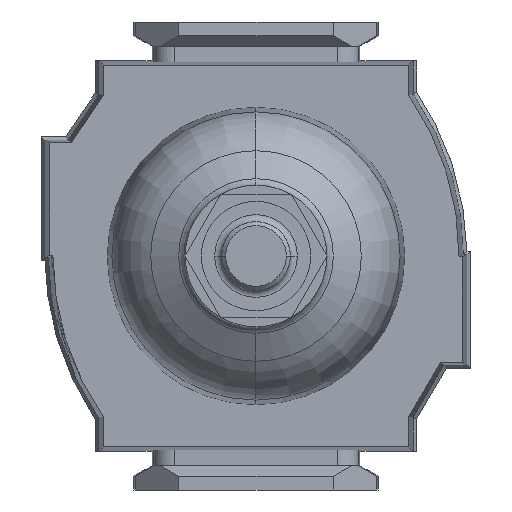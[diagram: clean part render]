
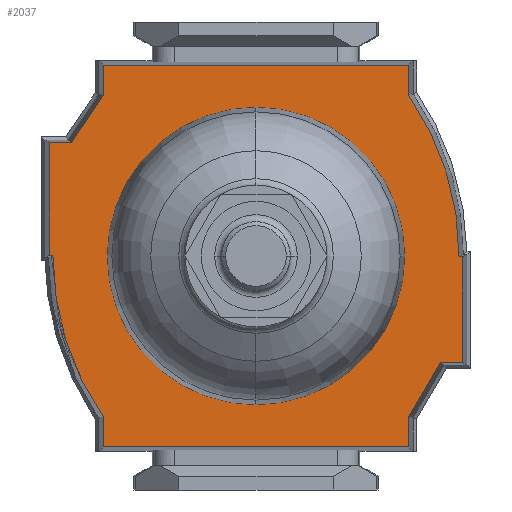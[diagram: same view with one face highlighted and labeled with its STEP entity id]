
A CAD part, front view. The second image highlights one B-rep face of the part: STEP entity #2037.
In plain terms, the highlighted planar face has unit normal (0, -1, 0).
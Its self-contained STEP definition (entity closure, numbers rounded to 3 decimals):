
#82 = CIRCLE ( 'NONE', #1014, 41.1 ) ;
#90 = VECTOR ( 'NONE', #5606, 1000. ) ;
#141 = CARTESIAN_POINT ( 'NONE',  ( 27.75, -38.5, 22.2 ) ) ;
#145 = DIRECTION ( 'NONE',  ( 0., 0., 1. ) ) ;
#286 = VERTEX_POINT ( 'NONE', #6201 ) ;
#453 = ORIENTED_EDGE ( 'NONE', *, *, #2352, .F. ) ;
#466 = CARTESIAN_POINT ( 'NONE',  ( -23.383, -38.5, 22.2 ) ) ;
#476 = CARTESIAN_POINT ( 'NONE',  ( 27.75, -38.5, -22.2 ) ) ;
#507 = EDGE_CURVE ( 'NONE', #3176, #7409, #7258, .T. ) ;
#511 = VECTOR ( 'NONE', #1642, 1000. ) ;
#618 = DIRECTION ( 'NONE',  ( -1., 0., 0. ) ) ;
#680 = DIRECTION ( 'NONE',  ( -0.863, 0., 0.506 ) ) ;
#686 = CARTESIAN_POINT ( 'NONE',  ( 0.1, -38.5, 30. ) ) ;
#739 = CARTESIAN_POINT ( 'NONE',  ( -15.5, -38.5, -30. ) ) ;
#783 = LINE ( 'NONE', #739, #90 ) ;
#895 = VECTOR ( 'NONE', #5927, 1000. ) ;
#923 = VERTEX_POINT ( 'NONE', #7078 ) ;
#950 = ORIENTED_EDGE ( 'NONE', *, *, #1108, .F. ) ;
#1014 = AXIS2_PLACEMENT_3D ( 'NONE', #4947, #1286, #6157 ) ;
#1030 = DIRECTION ( 'NONE',  ( 0., 1., 0. ) ) ;
#1092 = DIRECTION ( 'NONE',  ( 0., 0., 1. ) ) ;
#1108 = EDGE_CURVE ( 'NONE', #4010, #6892, #783, .T. ) ;
#1222 = CARTESIAN_POINT ( 'NONE',  ( 0.1, -38.5, 29.5 ) ) ;
#1286 = DIRECTION ( 'NONE',  ( 0., 1., 0. ) ) ;
#1316 = VERTEX_POINT ( 'NONE', #3608 ) ;
#1455 = ORIENTED_EDGE ( 'NONE', *, *, #6974, .F. ) ;
#1490 = PLANE ( 'NONE',  #1905 ) ;
#1629 = VERTEX_POINT ( 'NONE', #2577 ) ;
#1642 = DIRECTION ( 'NONE',  ( -1., 0., 0. ) ) ;
#1767 = VERTEX_POINT ( 'NONE', #7287 ) ;
#1782 = CARTESIAN_POINT ( 'NONE',  ( -27.75, -38.5, -22.2 ) ) ;
#1826 = LINE ( 'NONE', #5451, #7895 ) ;
#1827 = CARTESIAN_POINT ( 'NONE',  ( 16.5, -38.5, 26.8 ) ) ;
#1828 = VERTEX_POINT ( 'NONE', #5979 ) ;
#1839 = EDGE_CURVE ( 'NONE', #6892, #3176, #1826, .T. ) ;
#1891 = EDGE_CURVE ( 'NONE', #7409, #1767, #7243, .T. ) ;
#1905 = AXIS2_PLACEMENT_3D ( 'NONE', #5330, #2429, #5445 ) ;
#2037 = ADVANCED_FACE ( 'NONE', ( #5897 ), #1490, .T. ) ;
#2102 = CIRCLE ( 'NONE', #7812, 41.1 ) ;
#2242 = DIRECTION ( 'NONE',  ( 0., 0., 1. ) ) ;
#2271 = ORIENTED_EDGE ( 'NONE', *, *, #5449, .F. ) ;
#2329 = CARTESIAN_POINT ( 'NONE',  ( 16.5, -38.5, 26.8 ) ) ;
#2352 = EDGE_CURVE ( 'NONE', #3154, #3317, #7901, .T. ) ;
#2429 = DIRECTION ( 'NONE',  ( 0., -1., 0. ) ) ;
#2449 = VECTOR ( 'NONE', #618, 1000. ) ;
#2481 = DIRECTION ( 'NONE',  ( 0., 0., -1. ) ) ;
#2493 = CARTESIAN_POINT ( 'NONE',  ( -23.35, -38.5, -22.2 ) ) ;
#2505 = CARTESIAN_POINT ( 'NONE',  ( -15.5, -38.5, -26.8 ) ) ;
#2526 = DIRECTION ( 'NONE',  ( 1., 0., 0. ) ) ;
#2577 = CARTESIAN_POINT ( 'NONE',  ( -27.75, -38.5, 22.2 ) ) ;
#2981 = VECTOR ( 'NONE', #3073, 1000. ) ;
#2988 = ORIENTED_EDGE ( 'NONE', *, *, #6421, .F. ) ;
#2995 = CARTESIAN_POINT ( 'NONE',  ( -0.1, -38.5, -30. ) ) ;
#3014 = CARTESIAN_POINT ( 'NONE',  ( 16.5, -38.5, 30. ) ) ;
#3073 = DIRECTION ( 'NONE',  ( 0., 0., -1. ) ) ;
#3109 = ORIENTED_EDGE ( 'NONE', *, *, #7203, .F. ) ;
#3154 = VERTEX_POINT ( 'NONE', #141 ) ;
#3176 = VERTEX_POINT ( 'NONE', #2505 ) ;
#3216 = CARTESIAN_POINT ( 'NONE',  ( 0., -38.5, 11.6 ) ) ;
#3290 = VERTEX_POINT ( 'NONE', #5430 ) ;
#3317 = VERTEX_POINT ( 'NONE', #3639 ) ;
#3383 = LINE ( 'NONE', #5887, #7151 ) ;
#3499 = DIRECTION ( 'NONE',  ( 1., 0., 0. ) ) ;
#3575 = LINE ( 'NONE', #3611, #6743 ) ;
#3606 = EDGE_CURVE ( 'NONE', #1316, #286, #2102, .T. ) ;
#3608 = CARTESIAN_POINT ( 'NONE',  ( -23.383, -38.5, 22.2 ) ) ;
#3611 = CARTESIAN_POINT ( 'NONE',  ( -27.75, -38.5, 22.2 ) ) ;
#3639 = CARTESIAN_POINT ( 'NONE',  ( 27.75, -38.5, -22.2 ) ) ;
#3726 = DIRECTION ( 'NONE',  ( 0., 1., 0. ) ) ;
#3770 = ORIENTED_EDGE ( 'NONE', *, *, #4472, .F. ) ;
#3782 = DIRECTION ( 'NONE',  ( 0., 0., 1. ) ) ;
#3915 = ORIENTED_EDGE ( 'NONE', *, *, #507, .F. ) ;
#4010 = VERTEX_POINT ( 'NONE', #2995 ) ;
#4084 = EDGE_CURVE ( 'NONE', #1828, #923, #4641, .T. ) ;
#4145 = AXIS2_PLACEMENT_3D ( 'NONE', #3216, #3726, #145 ) ;
#4226 = ORIENTED_EDGE ( 'NONE', *, *, #3606, .F. ) ;
#4338 = CARTESIAN_POINT ( 'NONE',  ( 0.1, -38.5, 30. ) ) ;
#4436 = CARTESIAN_POINT ( 'NONE',  ( 16.5, -38.5, 30. ) ) ;
#4461 = ORIENTED_EDGE ( 'NONE', *, *, #5740, .F. ) ;
#4472 = EDGE_CURVE ( 'NONE', #5399, #3290, #7091, .T. ) ;
#4501 = LINE ( 'NONE', #4338, #5122 ) ;
#4538 = ORIENTED_EDGE ( 'NONE', *, *, #4084, .F. ) ;
#4578 = DIRECTION ( 'NONE',  ( 0.83, 0., -0.557 ) ) ;
#4641 = CIRCLE ( 'NONE', #4145, 41.1 ) ;
#4733 = CARTESIAN_POINT ( 'NONE',  ( -23.35, -38.5, -22.2 ) ) ;
#4747 = CARTESIAN_POINT ( 'NONE',  ( 0., -38.5, -11.6 ) ) ;
#4784 = LINE ( 'NONE', #1827, #2981 ) ;
#4830 = LINE ( 'NONE', #3014, #5290 ) ;
#4881 = ORIENTED_EDGE ( 'NONE', *, *, #6466, .F. ) ;
#4910 = ORIENTED_EDGE ( 'NONE', *, *, #1891, .F. ) ;
#4929 = ORIENTED_EDGE ( 'NONE', *, *, #1839, .F. ) ;
#4931 = CARTESIAN_POINT ( 'NONE',  ( -15.5, -38.5, -30. ) ) ;
#4947 = CARTESIAN_POINT ( 'NONE',  ( 0., -38.5, -11.6 ) ) ;
#5007 = CARTESIAN_POINT ( 'NONE',  ( -0.1, -38.5, -30. ) ) ;
#5056 = ORIENTED_EDGE ( 'NONE', *, *, #5586, .F. ) ;
#5122 = VECTOR ( 'NONE', #3782, 1000. ) ;
#5238 = LINE ( 'NONE', #5762, #511 ) ;
#5290 = VECTOR ( 'NONE', #2526, 1000. ) ;
#5330 = CARTESIAN_POINT ( 'NONE',  ( -28.86, -38.5, 31.2 ) ) ;
#5399 = VERTEX_POINT ( 'NONE', #2329 ) ;
#5430 = CARTESIAN_POINT ( 'NONE',  ( 23.35, -38.5, 22.2 ) ) ;
#5445 = DIRECTION ( 'NONE',  ( 0., 0., -1. ) ) ;
#5449 = EDGE_CURVE ( 'NONE', #5819, #5589, #4830, .T. ) ;
#5451 = CARTESIAN_POINT ( 'NONE',  ( -15.5, -38.5, -26.8 ) ) ;
#5501 = EDGE_LOOP ( 'NONE', ( #4910, #3915, #4929, #950, #3109, #4538, #2988, #453, #4881, #3770, #7653, #2271, #1455, #5056, #4226, #6533, #4461 ) ) ;
#5586 = EDGE_CURVE ( 'NONE', #286, #7134, #82, .T. ) ;
#5589 = VERTEX_POINT ( 'NONE', #4436 ) ;
#5606 = DIRECTION ( 'NONE',  ( -1., 0., 0. ) ) ;
#5740 = EDGE_CURVE ( 'NONE', #1767, #1629, #3575, .T. ) ;
#5762 = CARTESIAN_POINT ( 'NONE',  ( 23.383, -38.5, -22.2 ) ) ;
#5819 = VERTEX_POINT ( 'NONE', #686 ) ;
#5830 = CARTESIAN_POINT ( 'NONE',  ( 23.35, -38.5, 22.2 ) ) ;
#5887 = CARTESIAN_POINT ( 'NONE',  ( 27.75, -38.5, 22.2 ) ) ;
#5897 = FACE_OUTER_BOUND ( 'NONE', #5501, .T. ) ;
#5927 = DIRECTION ( 'NONE',  ( 0., 0., -1. ) ) ;
#5979 = CARTESIAN_POINT ( 'NONE',  ( 23.383, -38.5, -22.2 ) ) ;
#5990 = LINE ( 'NONE', #466, #7270 ) ;
#6118 = EDGE_CURVE ( 'NONE', #1629, #1316, #5990, .T. ) ;
#6157 = DIRECTION ( 'NONE',  ( 0., 0., 1. ) ) ;
#6194 = VECTOR ( 'NONE', #680, 1000. ) ;
#6201 = CARTESIAN_POINT ( 'NONE',  ( 0., -38.5, 29.5 ) ) ;
#6421 = EDGE_CURVE ( 'NONE', #3317, #1828, #5238, .T. ) ;
#6466 = EDGE_CURVE ( 'NONE', #3290, #3154, #3383, .T. ) ;
#6533 = ORIENTED_EDGE ( 'NONE', *, *, #6118, .F. ) ;
#6582 = DIRECTION ( 'NONE',  ( 1., 0., 0. ) ) ;
#6602 = LINE ( 'NONE', #5007, #7792 ) ;
#6678 = DIRECTION ( 'NONE',  ( 0., 0., 1. ) ) ;
#6743 = VECTOR ( 'NONE', #1092, 1000. ) ;
#6892 = VERTEX_POINT ( 'NONE', #4931 ) ;
#6957 = VECTOR ( 'NONE', #4578, 1000. ) ;
#6974 = EDGE_CURVE ( 'NONE', #7134, #5819, #4501, .T. ) ;
#7078 = CARTESIAN_POINT ( 'NONE',  ( -0.1, -38.5, -29.5 ) ) ;
#7091 = LINE ( 'NONE', #5830, #6957 ) ;
#7134 = VERTEX_POINT ( 'NONE', #1222 ) ;
#7151 = VECTOR ( 'NONE', #3499, 1000. ) ;
#7190 = EDGE_CURVE ( 'NONE', #5589, #5399, #4784, .T. ) ;
#7203 = EDGE_CURVE ( 'NONE', #923, #4010, #6602, .T. ) ;
#7243 = LINE ( 'NONE', #1782, #2449 ) ;
#7258 = LINE ( 'NONE', #2493, #6194 ) ;
#7270 = VECTOR ( 'NONE', #6582, 1000. ) ;
#7287 = CARTESIAN_POINT ( 'NONE',  ( -27.75, -38.5, -22.2 ) ) ;
#7409 = VERTEX_POINT ( 'NONE', #4733 ) ;
#7653 = ORIENTED_EDGE ( 'NONE', *, *, #7190, .F. ) ;
#7792 = VECTOR ( 'NONE', #2481, 1000. ) ;
#7812 = AXIS2_PLACEMENT_3D ( 'NONE', #4747, #1030, #2242 ) ;
#7895 = VECTOR ( 'NONE', #6678, 1000. ) ;
#7901 = LINE ( 'NONE', #476, #895 ) ;
